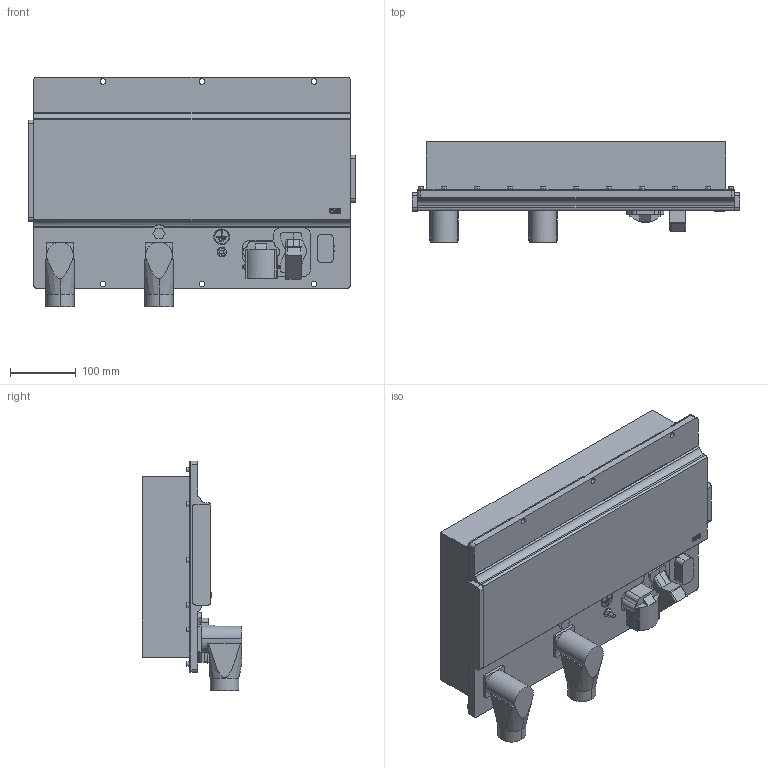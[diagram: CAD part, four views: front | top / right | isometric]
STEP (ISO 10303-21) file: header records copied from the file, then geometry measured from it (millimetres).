
FILE_DESCRIPTION (( 'STEP AP214' ), '1' );
FILE_NAME ('00T6A0B-0001.STEP', '2022-10-20T05:51:32', ( '' ), ( '' ), 'SwSTEP 2.0', 'SolidWorks 2022', '' );
FILE_SCHEMA (( 'AUTOMOTIVE_DESIGN' ));
Length unit declared in the file: millimetre
Products named in the file (10): Kundenmodell^10043659_000; Kundenmodell^10043652_000; Kundenmodell^10044483_000; 00T6A0B-0001; Kundenmodell^10044113_000; 10044483_000; 10044113_000; 10043652_000; 10043659_000; 10014325_000
Assembly tree (10 placements, depth 3):
  00T6A0B-0001
    10044483_000
      Kundenmodell^10044483_000
    10043652_000
      Kundenmodell^10043652_000
    10043659_000  x2
      Kundenmodell^10043659_000
    10044113_000
      Kundenmodell^10044113_000
    10014325_000
Bounding box: 496 x 151.5 x 348 mm (x, y, z)
Volume: 13313219.1 mm3; surface area: 843489.6 mm2
Topology: 9 solids, 15 shells, 616 faces, 1583 edges, 1041 vertices
Faces by surface type: plane 282, cylinder 225, bspline 64, cone 33, torus 12
Entity records: 22395 total; most frequent: CARTESIAN_POINT 7821, ORIENTED_EDGE 3010, DIRECTION 2782, EDGE_CURVE 1505, AXIS2_PLACEMENT_3D 1019, VERTEX_POINT 988, LINE 744, VECTOR 744
